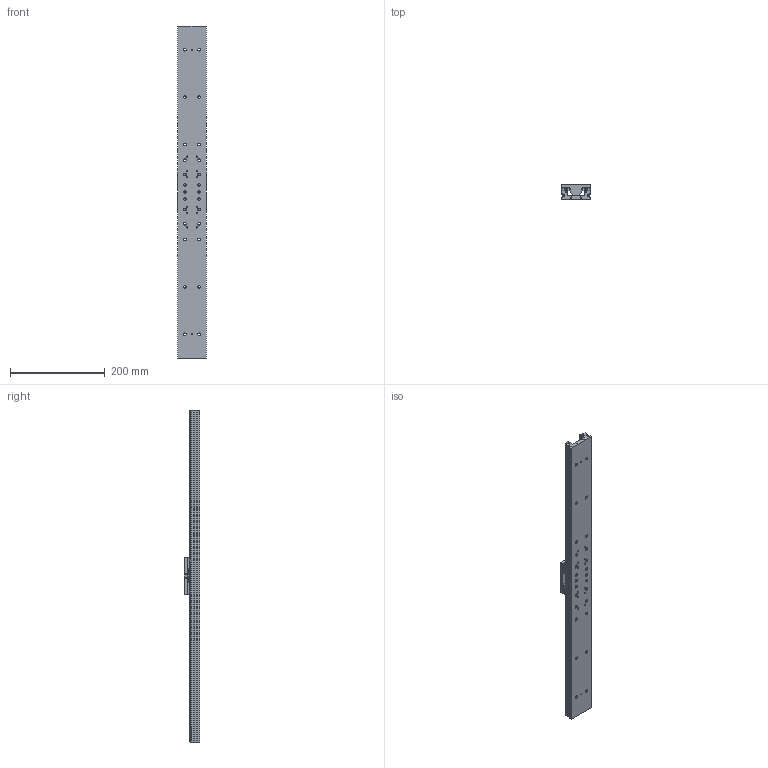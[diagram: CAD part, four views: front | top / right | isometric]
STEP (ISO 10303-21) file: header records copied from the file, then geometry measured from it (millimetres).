
FILE_DESCRIPTION (( 'STEP AP203' ), '1' );
FILE_NAME ('LAHP-33TM610SF.step', '2021-01-12T20:08:03', ( '' ), ( '' ), 'SwSTEP 2.0', 'SolidWorks 2019', '' );
FILE_SCHEMA (( 'CONFIG_CONTROL_DESIGN' ));
Length unit declared in the file: inch
Products named in the file (3): LAHP-33TM610SF; LAHP-33TM610SF_CARRIAGE; LAHP-33TM610SF_BASE
Assembly tree (2 placements, depth 2):
  LAHP-33TM610SF
    LAHP-33TM610SF_BASE
    LAHP-33TM610SF_CARRIAGE
Bounding box: 60 x 33 x 700 mm (x, y, z)
Volume: 554975.6 mm3; surface area: 198977.2 mm2
Topology: 2 solids, 194 shells, 4360 faces, 10259 edges, 6196 vertices
Faces by surface type: plane 2013, cylinder 1311, cone 848, bspline 188
Entity records: 130374 total; most frequent: CARTESIAN_POINT 29798, DIRECTION 22161, ORIENTED_EDGE 19654, EDGE_CURVE 9827, AXIS2_PLACEMENT_3D 8403, VERTEX_POINT 6196, VECTOR 5355, LINE 5355
